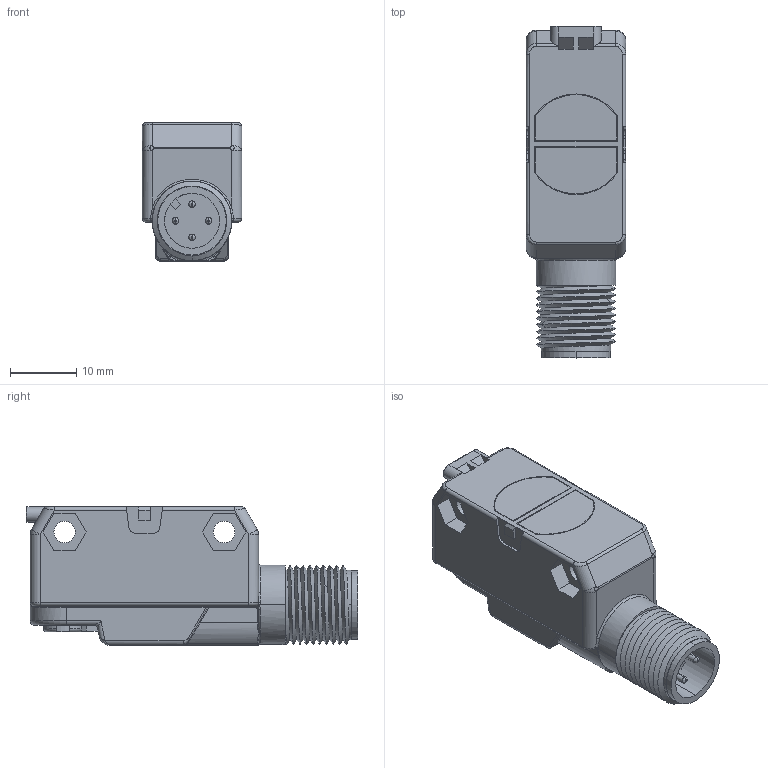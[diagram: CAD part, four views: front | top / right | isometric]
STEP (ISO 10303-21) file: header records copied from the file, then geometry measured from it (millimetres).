
FILE_DESCRIPTION((''),'2;1');
FILE_NAME('139713_SW','2008-05-07T',('banengservice'),('BANNER ENGINEERING'),'PRO/ENGINEER BY PARAMETRIC TECHNOLOGY CORPORATION, 2006170','PRO/ENGINEER BY PARAMETRIC TECHNOLOGY CORPORATION, 2006170','');
FILE_SCHEMA(('CONFIG_CONTROL_DESIGN'));
Length unit declared in the file: inch
Products named in the file (1): 139713_SW
Bounding box: 15 x 50.11 x 20.9 mm (x, y, z)
Volume: 9975.8 mm3; surface area: 4587 mm2
Topology: 1 solids, 1 shells, 354 faces, 857 edges, 523 vertices
Faces by surface type: plane 143, cylinder 119, bspline 56, torus 26, sphere 10
Entity records: 16408 total; most frequent: CARTESIAN_POINT 8424, ORIENTED_EDGE 1710, DIRECTION 1563, EDGE_CURVE 855, AXIS2_PLACEMENT_3D 553, VERTEX_POINT 523, VECTOR 457, LINE 457
